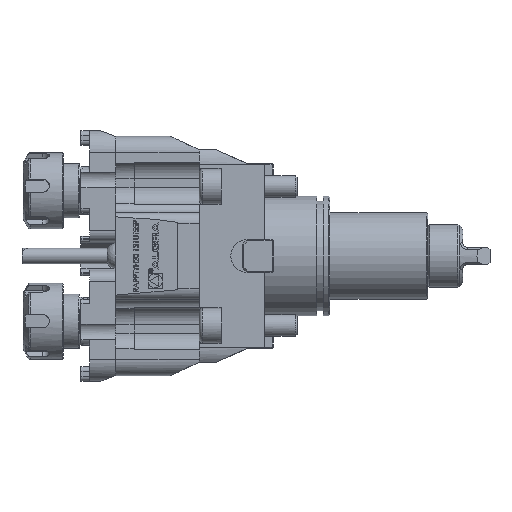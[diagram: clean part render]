
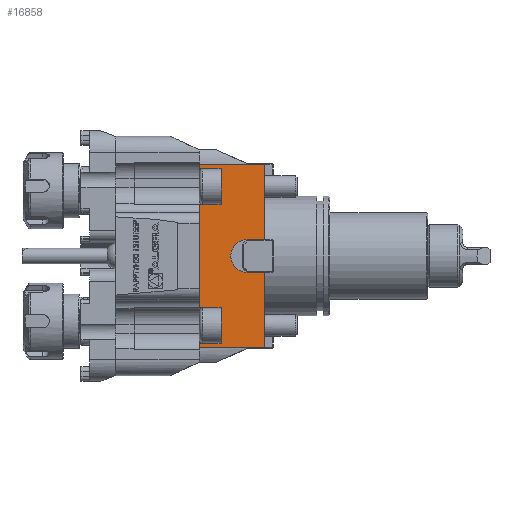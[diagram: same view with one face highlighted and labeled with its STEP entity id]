
A CAD part, front view. The second image highlights one B-rep face of the part: STEP entity #16858.
In plain terms, the highlighted planar face has unit normal (0, -1, 0).
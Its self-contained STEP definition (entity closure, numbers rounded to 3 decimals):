
#576 = CARTESIAN_POINT ( 'NONE',  ( 10., -42.5, 40.25 ) ) ;
#771 = VERTEX_POINT ( 'NONE', #22239 ) ;
#883 = EDGE_CURVE ( 'NONE', #10369, #20631, #25680, .T. ) ;
#960 = ORIENTED_EDGE ( 'NONE', *, *, #35868, .T. ) ;
#1444 = ORIENTED_EDGE ( 'NONE', *, *, #34021, .F. ) ;
#1932 = DIRECTION ( 'NONE',  ( 0., 0., -1. ) ) ;
#2195 = LINE ( 'NONE', #31565, #7052 ) ;
#2358 = DIRECTION ( 'NONE',  ( 0., 0., -1. ) ) ;
#2403 = EDGE_CURVE ( 'NONE', #10611, #8745, #8816, .T. ) ;
#2494 = EDGE_CURVE ( 'NONE', #771, #8745, #25962, .T. ) ;
#2953 = DIRECTION ( 'NONE',  ( -1., 0., 0. ) ) ;
#3103 = EDGE_CURVE ( 'NONE', #35965, #35605, #13679, .T. ) ;
#3296 = VERTEX_POINT ( 'NONE', #6789 ) ;
#3723 = LINE ( 'NONE', #33674, #24895 ) ;
#4184 = ORIENTED_EDGE ( 'NONE', *, *, #10532, .T. ) ;
#4312 = CARTESIAN_POINT ( 'NONE',  ( 0., -42.5, -40.25 ) ) ;
#4380 = DIRECTION ( 'NONE',  ( -1., 0., 0. ) ) ;
#4735 = VERTEX_POINT ( 'NONE', #13018 ) ;
#5026 = EDGE_CURVE ( 'NONE', #12406, #3296, #9738, .T. ) ;
#5332 = DIRECTION ( 'NONE',  ( 0., -1., 0. ) ) ;
#5476 = VERTEX_POINT ( 'NONE', #10050 ) ;
#5676 = DIRECTION ( 'NONE',  ( 0., 0., -1. ) ) ;
#5729 = ORIENTED_EDGE ( 'NONE', *, *, #15415, .F. ) ;
#6789 = CARTESIAN_POINT ( 'NONE',  ( 30., -42.5, -42.295 ) ) ;
#6805 = LINE ( 'NONE', #27413, #15615 ) ;
#7052 = VECTOR ( 'NONE', #11942, 1000. ) ;
#7061 = VECTOR ( 'NONE', #21629, 1000. ) ;
#7075 = DIRECTION ( 'NONE',  ( -1., 0., 0. ) ) ;
#7555 = CARTESIAN_POINT ( 'NONE',  ( 0., -42.5, 40.25 ) ) ;
#7622 = DIRECTION ( 'NONE',  ( -1., 0., 0. ) ) ;
#7777 = CARTESIAN_POINT ( 'NONE',  ( 105., -42.5, -42.295 ) ) ;
#7810 = LINE ( 'NONE', #7777, #19295 ) ;
#8253 = VERTEX_POINT ( 'NONE', #19694 ) ;
#8499 = LINE ( 'NONE', #13406, #26100 ) ;
#8603 = ORIENTED_EDGE ( 'NONE', *, *, #883, .T. ) ;
#8745 = VERTEX_POINT ( 'NONE', #7555 ) ;
#8816 = LINE ( 'NONE', #16860, #31636 ) ;
#9317 = CARTESIAN_POINT ( 'NONE',  ( 22., -42.5, 0. ) ) ;
#9551 = DIRECTION ( 'NONE',  ( 0., 0., -1. ) ) ;
#9738 = LINE ( 'NONE', #27631, #7061 ) ;
#9830 = CARTESIAN_POINT ( 'NONE',  ( 0., -42.5, 7.5 ) ) ;
#10050 = CARTESIAN_POINT ( 'NONE',  ( 10., -42.5, -23.75 ) ) ;
#10339 = VECTOR ( 'NONE', #4380, 1000. ) ;
#10369 = VERTEX_POINT ( 'NONE', #31956 ) ;
#10489 = CARTESIAN_POINT ( 'NONE',  ( 0., -42.5, 79.115 ) ) ;
#10532 = EDGE_CURVE ( 'NONE', #12406, #23597, #15014, .T. ) ;
#10549 = CARTESIAN_POINT ( 'NONE',  ( 0., -42.5, 23.75 ) ) ;
#10611 = VERTEX_POINT ( 'NONE', #576 ) ;
#10755 = DIRECTION ( 'NONE',  ( 0., 0., 1. ) ) ;
#11942 = DIRECTION ( 'NONE',  ( 0., 0., -1. ) ) ;
#12065 = LINE ( 'NONE', #12861, #17797 ) ;
#12406 = VERTEX_POINT ( 'NONE', #13008 ) ;
#12861 = CARTESIAN_POINT ( 'NONE',  ( 105., -42.5, 42.295 ) ) ;
#13008 = CARTESIAN_POINT ( 'NONE',  ( 30., -42.5, -7.5 ) ) ;
#13009 = ORIENTED_EDGE ( 'NONE', *, *, #18741, .T. ) ;
#13018 = CARTESIAN_POINT ( 'NONE',  ( 10., -42.5, 23.75 ) ) ;
#13406 = CARTESIAN_POINT ( 'NONE',  ( 10., -42.5, -23.75 ) ) ;
#13679 = LINE ( 'NONE', #16792, #25121 ) ;
#13767 = AXIS2_PLACEMENT_3D ( 'NONE', #9317, #20761, #9551 ) ;
#14328 = VECTOR ( 'NONE', #1932, 1000. ) ;
#15014 = LINE ( 'NONE', #24626, #18125 ) ;
#15124 = ORIENTED_EDGE ( 'NONE', *, *, #5026, .F. ) ;
#15230 = DIRECTION ( 'NONE',  ( 1., 0., 0. ) ) ;
#15415 = EDGE_CURVE ( 'NONE', #4735, #10611, #18173, .T. ) ;
#15483 = VERTEX_POINT ( 'NONE', #25371 ) ;
#15550 = ORIENTED_EDGE ( 'NONE', *, *, #32399, .F. ) ;
#15615 = VECTOR ( 'NONE', #30227, 1000. ) ;
#15685 = LINE ( 'NONE', #35647, #14328 ) ;
#16792 = CARTESIAN_POINT ( 'NONE',  ( 0., -42.5, 79.115 ) ) ;
#16858 = ADVANCED_FACE ( 'NONE', ( #27664 ), #27606, .T. ) ;
#16860 = CARTESIAN_POINT ( 'NONE',  ( 10., -42.5, 40.25 ) ) ;
#17463 = VERTEX_POINT ( 'NONE', #30854 ) ;
#17797 = VECTOR ( 'NONE', #7075, 1000. ) ;
#17838 = ORIENTED_EDGE ( 'NONE', *, *, #2494, .T. ) ;
#18125 = VECTOR ( 'NONE', #2953, 1000. ) ;
#18173 = LINE ( 'NONE', #32961, #35265 ) ;
#18259 = ORIENTED_EDGE ( 'NONE', *, *, #3103, .T. ) ;
#18516 = VECTOR ( 'NONE', #24491, 1000. ) ;
#18741 = EDGE_CURVE ( 'NONE', #25659, #17463, #15685, .T. ) ;
#19063 = EDGE_CURVE ( 'NONE', #15483, #25659, #3723, .T. ) ;
#19119 = ORIENTED_EDGE ( 'NONE', *, *, #19756, .T. ) ;
#19250 = EDGE_CURVE ( 'NONE', #15483, #5476, #6805, .T. ) ;
#19295 = VECTOR ( 'NONE', #24633, 1000. ) ;
#19600 = ORIENTED_EDGE ( 'NONE', *, *, #19063, .T. ) ;
#19694 = CARTESIAN_POINT ( 'NONE',  ( 30., -42.5, 42.295 ) ) ;
#19725 = DIRECTION ( 'NONE',  ( -1., 0., 0. ) ) ;
#19756 = EDGE_CURVE ( 'NONE', #4735, #35965, #30095, .T. ) ;
#20631 = VERTEX_POINT ( 'NONE', #21660 ) ;
#20654 = EDGE_CURVE ( 'NONE', #5476, #35605, #8499, .T. ) ;
#20755 = CARTESIAN_POINT ( 'NONE',  ( 22., -42.5, -7.5 ) ) ;
#20761 = DIRECTION ( 'NONE',  ( 0., 1., 0. ) ) ;
#20917 = AXIS2_PLACEMENT_3D ( 'NONE', #24044, #5332, #2358 ) ;
#21261 = CARTESIAN_POINT ( 'NONE',  ( 10., -42.5, 23.75 ) ) ;
#21629 = DIRECTION ( 'NONE',  ( 0., 0., -1. ) ) ;
#21660 = CARTESIAN_POINT ( 'NONE',  ( 30., -42.5, 7.5 ) ) ;
#22239 = CARTESIAN_POINT ( 'NONE',  ( 0., -42.5, 42.295 ) ) ;
#23068 = ORIENTED_EDGE ( 'NONE', *, *, #24952, .T. ) ;
#23597 = VERTEX_POINT ( 'NONE', #20755 ) ;
#24044 = CARTESIAN_POINT ( 'NONE',  ( 0., -42.5, 79.115 ) ) ;
#24491 = DIRECTION ( 'NONE',  ( 0., 0., -1. ) ) ;
#24626 = CARTESIAN_POINT ( 'NONE',  ( 0., -42.5, -7.5 ) ) ;
#24633 = DIRECTION ( 'NONE',  ( -1., 0., 0. ) ) ;
#24895 = VECTOR ( 'NONE', #19725, 1000. ) ;
#24952 = EDGE_CURVE ( 'NONE', #23597, #10369, #32333, .T. ) ;
#25121 = VECTOR ( 'NONE', #5676, 1000. ) ;
#25313 = DIRECTION ( 'NONE',  ( -1., 0., 0. ) ) ;
#25371 = CARTESIAN_POINT ( 'NONE',  ( 10., -42.5, -40.25 ) ) ;
#25659 = VERTEX_POINT ( 'NONE', #4312 ) ;
#25680 = LINE ( 'NONE', #9830, #29602 ) ;
#25962 = LINE ( 'NONE', #10489, #18516 ) ;
#26100 = VECTOR ( 'NONE', #7622, 1000. ) ;
#27413 = CARTESIAN_POINT ( 'NONE',  ( 10., -42.5, -40.25 ) ) ;
#27606 = PLANE ( 'NONE',  #20917 ) ;
#27631 = CARTESIAN_POINT ( 'NONE',  ( 30., -42.5, 79.115 ) ) ;
#27664 = FACE_OUTER_BOUND ( 'NONE', #28434, .T. ) ;
#28434 = EDGE_LOOP ( 'NONE', ( #23068, #8603, #15550, #960, #17838, #31398, #5729, #19119, #18259, #36475, #34904, #19600, #13009, #1444, #15124, #4184 ) ) ;
#29602 = VECTOR ( 'NONE', #15230, 1000. ) ;
#30095 = LINE ( 'NONE', #21261, #10339 ) ;
#30227 = DIRECTION ( 'NONE',  ( 0., 0., 1. ) ) ;
#30854 = CARTESIAN_POINT ( 'NONE',  ( 0., -42.5, -42.295 ) ) ;
#31398 = ORIENTED_EDGE ( 'NONE', *, *, #2403, .F. ) ;
#31565 = CARTESIAN_POINT ( 'NONE',  ( 30., -42.5, 79.115 ) ) ;
#31636 = VECTOR ( 'NONE', #25313, 1000. ) ;
#31956 = CARTESIAN_POINT ( 'NONE',  ( 22., -42.5, 7.5 ) ) ;
#32333 = CIRCLE ( 'NONE', #13767, 7.5 ) ;
#32399 = EDGE_CURVE ( 'NONE', #8253, #20631, #2195, .T. ) ;
#32961 = CARTESIAN_POINT ( 'NONE',  ( 10., -42.5, 23.75 ) ) ;
#33674 = CARTESIAN_POINT ( 'NONE',  ( 10., -42.5, -40.25 ) ) ;
#33886 = CARTESIAN_POINT ( 'NONE',  ( 0., -42.5, -23.75 ) ) ;
#34021 = EDGE_CURVE ( 'NONE', #3296, #17463, #7810, .T. ) ;
#34904 = ORIENTED_EDGE ( 'NONE', *, *, #19250, .F. ) ;
#35265 = VECTOR ( 'NONE', #10755, 1000. ) ;
#35605 = VERTEX_POINT ( 'NONE', #33886 ) ;
#35647 = CARTESIAN_POINT ( 'NONE',  ( 0., -42.5, 79.115 ) ) ;
#35868 = EDGE_CURVE ( 'NONE', #8253, #771, #12065, .T. ) ;
#35965 = VERTEX_POINT ( 'NONE', #10549 ) ;
#36475 = ORIENTED_EDGE ( 'NONE', *, *, #20654, .F. ) ;
